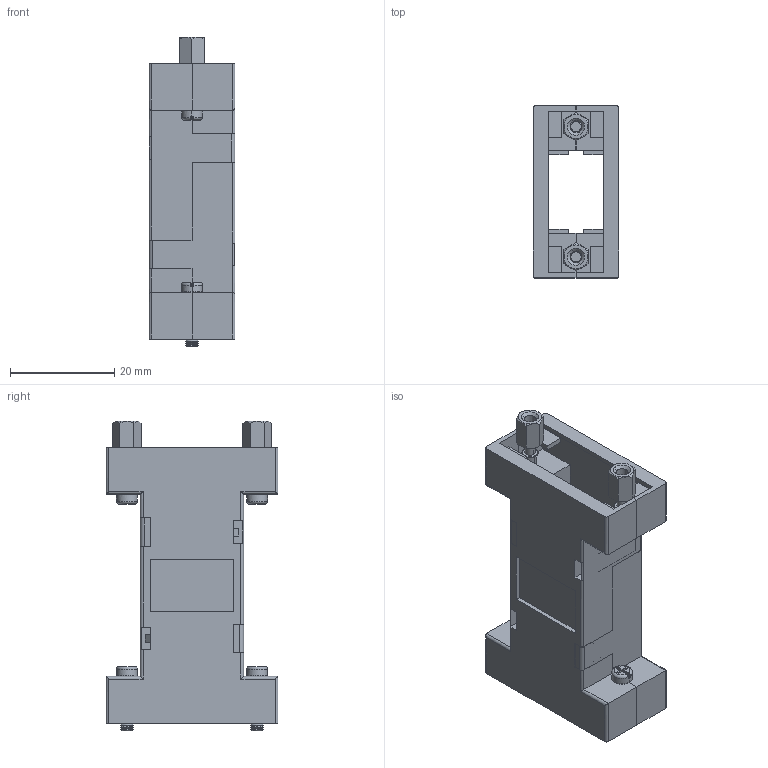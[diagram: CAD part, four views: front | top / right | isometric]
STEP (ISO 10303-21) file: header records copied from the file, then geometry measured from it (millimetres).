
FILE_DESCRIPTION (( 'STEP AP214' ), '1' );
FILE_NAME ('DHP9G_3D.STEP', '2020-10-23T15:01:59', ( '' ), ( '' ), 'SwSTEP 2.0', 'SolidWorks 2018', '' );
FILE_SCHEMA (( 'AUTOMOTIVE_DESIGN' ));
Length unit declared in the file: inch
Products named in the file (4): SDH-PROD_through hole; DHP9G-MA2 WINS; DHP9G-MA1 WINS; DHP9G_3D
Assembly tree (8 placements, depth 2):
  DHP9G_3D
    SDH-PROD_through hole  x2
    DHP9G-MA1 WINS  x2
    DHP9G-MA2 WINS  x4
Bounding box: 16.5 x 33 x 59.5 mm (x, y, z)
Volume: 7763 mm3; surface area: 11886.8 mm2
Topology: 8 solids, 8 shells, 626 faces, 1600 edges, 1000 vertices
Faces by surface type: plane 410, cone 104, cylinder 64, torus 24, bspline 16, sphere 8
Entity records: 8006 total; most frequent: CARTESIAN_POINT 1767, ORIENTED_EDGE 1288, DIRECTION 1222, EDGE_CURVE 644, LINE 516, VECTOR 516, VERTEX_POINT 410, AXIS2_PLACEMENT_3D 353
